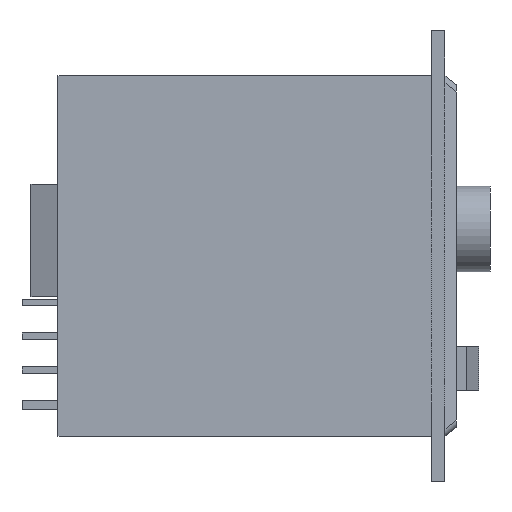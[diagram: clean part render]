
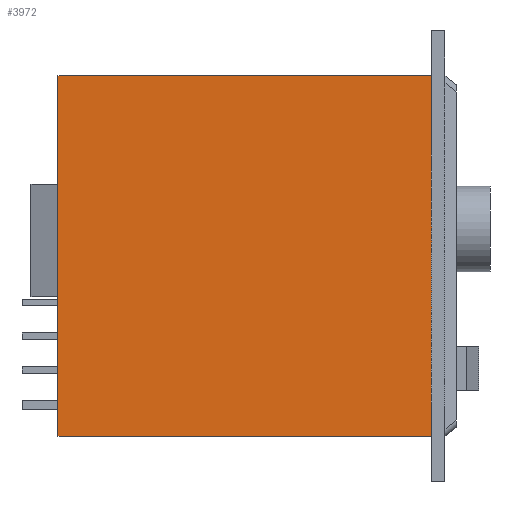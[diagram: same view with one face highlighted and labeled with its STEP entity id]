
A CAD part, left-side view. The second image highlights one B-rep face of the part: STEP entity #3972.
In plain terms, the highlighted planar face has unit normal (-1, 0, 0).
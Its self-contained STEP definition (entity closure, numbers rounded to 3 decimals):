
#2830=CARTESIAN_POINT('',(-26.,0.0,-40.));
#2831=VERTEX_POINT('',#2830);
#2838=CARTESIAN_POINT('',(-26.,83.0,-40.));
#2839=VERTEX_POINT('',#2838);
#2840=CARTESIAN_POINT('',(-26.,0.0,-40.));
#2841=DIRECTION('',(0.0,1.0,0.0));
#2842=VECTOR('',#2841,83.0);
#2843=LINE('',#2840,#2842);
#2844=EDGE_CURVE('',#2831,#2839,#2843,.T.);
#2943=CARTESIAN_POINT('',(-26.,83.0,40.));
#2944=VERTEX_POINT('',#2943);
#2945=CARTESIAN_POINT('',(-26.,83.0,40.));
#2946=DIRECTION('',(0.0,0.0,-1.0));
#2947=VECTOR('',#2946,80.0);
#2948=LINE('',#2945,#2947);
#2949=EDGE_CURVE('',#2944,#2839,#2948,.T.);
#3802=CARTESIAN_POINT('',(-26.,0.0,40.));
#3803=VERTEX_POINT('',#3802);
#3810=CARTESIAN_POINT('',(-26.,0.0,-40.));
#3811=DIRECTION('',(0.0,0.0,1.0));
#3812=VECTOR('',#3811,80.0);
#3813=LINE('',#3810,#3812);
#3814=EDGE_CURVE('',#2831,#3803,#3813,.T.);
#3950=CARTESIAN_POINT('',(-26.,0.0,40.));
#3951=DIRECTION('',(0.0,1.0,0.0));
#3952=VECTOR('',#3951,83.0);
#3953=LINE('',#3950,#3952);
#3954=EDGE_CURVE('',#3803,#2944,#3953,.T.);
#3961=CARTESIAN_POINT('',(-26.,0.0,40.));
#3962=DIRECTION('',(-1.0,0.0,0.0));
#3963=DIRECTION('',(0.0,0.0,1.0));
#3964=AXIS2_PLACEMENT_3D('',#3961,#3962,#3963);
#3965=PLANE('',#3964);
#3966=ORIENTED_EDGE('',*,*,#2949,.T.);
#3967=ORIENTED_EDGE('',*,*,#2844,.F.);
#3968=ORIENTED_EDGE('',*,*,#3814,.T.);
#3969=ORIENTED_EDGE('',*,*,#3954,.T.);
#3970=EDGE_LOOP('',(#3966,#3967,#3968,#3969));
#3971=FACE_OUTER_BOUND('',#3970,.T.);
#3972=ADVANCED_FACE('',(#3971),#3965,.T.);
